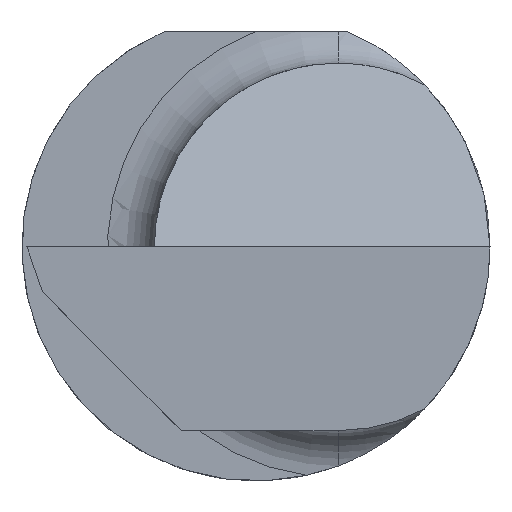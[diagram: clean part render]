
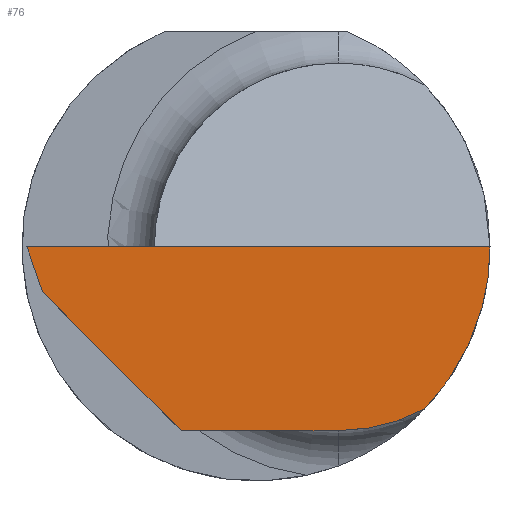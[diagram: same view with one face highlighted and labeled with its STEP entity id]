
A CAD part, left-side view. The second image highlights one B-rep face of the part: STEP entity #76.
In plain terms, the highlighted planar face has unit normal (-1, -0.017, -0.026).
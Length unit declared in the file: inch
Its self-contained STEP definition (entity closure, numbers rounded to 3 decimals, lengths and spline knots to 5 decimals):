
#34 = ORIENTED_EDGE ( 'NONE', *, *, #294, .T. ) ;
#47 = ORIENTED_EDGE ( 'NONE', *, *, #555, .T. ) ;
#50 = DIRECTION ( 'NONE',  ( -0.017, 1., 0. ) ) ;
#76 = ADVANCED_FACE ( 'NONE', ( #332 ), #577, .F. ) ;
#82 = EDGE_CURVE ( 'NONE', #613, #436, #433, .T. ) ;
#89 = CARTESIAN_POINT ( 'NONE',  ( -2.49991, 0.12116, -0.00288 ) ) ;
#122 = CARTESIAN_POINT ( 'NONE',  ( -2.49569, -0.12485, 0. ) ) ;
#125 = ORIENTED_EDGE ( 'NONE', *, *, #676, .F. ) ;
#139 = VERTEX_POINT ( 'NONE', #122 ) ;
#155 = CARTESIAN_POINT ( 'NONE',  ( -2.49426, -0.11269, -0.06285 ) ) ;
#178 = EDGE_CURVE ( 'NONE', #139, #596, #251, .T. ) ;
#191 = DIRECTION ( 'NONE',  ( -0.026, 0., 1. ) ) ;
#205 = CARTESIAN_POINT ( 'NONE',  ( -2.5, 0.12215, 0. ) ) ;
#214 = CARTESIAN_POINT ( 'NONE',  ( -2.49403, -0.09015, -0.08637 ) ) ;
#239 = VECTOR ( 'NONE', #191, 39.37008 ) ;
#251 = LINE ( 'NONE', #543, #563 ) ;
#266 = LINE ( 'NONE', #616, #239 ) ;
#273 = CARTESIAN_POINT ( 'NONE',  ( -2.49454, -0.04385, -0.098 ) ) ;
#274 = CARTESIAN_POINT ( 'NONE',  ( -2.49408, -0.07584, -0.09404 ) ) ;
#279 = EDGE_CURVE ( 'NONE', #417, #623, #735, .T. ) ;
#294 = EDGE_CURVE ( 'NONE', #436, #139, #266, .T. ) ;
#317 = DIRECTION ( 'NONE',  ( 0.017, -1., 0. ) ) ;
#321 = AXIS2_PLACEMENT_3D ( 'NONE', #535, #708, #573 ) ;
#324 = CARTESIAN_POINT ( 'NONE',  ( -2.49665, 0.07741, -0.098 ) ) ;
#332 = FACE_OUTER_BOUND ( 'NONE', #599, .T. ) ;
#368 = VERTEX_POINT ( 'NONE', #571 ) ;
#371 = ORIENTED_EDGE ( 'NONE', *, *, #398, .T. ) ;
#379 =( BOUNDED_CURVE ( )  B_SPLINE_CURVE ( 3, ( #447, #274, #553, #611 ),
 .UNSPECIFIED., .F., .F. ) 
 B_SPLINE_CURVE_WITH_KNOTS ( ( 4, 4 ),
 ( 0.09562, 0.58772 ),
 .UNSPECIFIED. ) 
 CURVE ( )  GEOMETRIC_REPRESENTATION_ITEM ( )  RATIONAL_B_SPLINE_CURVE ( ( 1., 0.98, 0.98, 1. ) ) 
 REPRESENTATION_ITEM ( '' )  );
#398 = EDGE_CURVE ( 'NONE', #596, #368, #626, .T. ) ;
#402 = VECTOR ( 'NONE', #534, 39.37008 ) ;
#403 = CARTESIAN_POINT ( 'NONE',  ( -2.49484, -0.12484, -0.03263 ) ) ;
#417 = VERTEX_POINT ( 'NONE', #690 ) ;
#433 =( BOUNDED_CURVE ( )  B_SPLINE_CURVE ( 3, ( #214, #155, #403, #636 ),
 .UNSPECIFIED., .F., .F. ) 
 B_SPLINE_CURVE_WITH_KNOTS ( ( 4, 4 ),
 ( 0.21909, 0.98262 ),
 .UNSPECIFIED. ) 
 CURVE ( )  GEOMETRIC_REPRESENTATION_ITEM ( )  RATIONAL_B_SPLINE_CURVE ( ( 1., 0.952, 0.952, 1. ) ) 
 REPRESENTATION_ITEM ( '' )  );
#436 = VERTEX_POINT ( 'NONE', #641 ) ;
#447 = CARTESIAN_POINT ( 'NONE',  ( -2.49403, -0.09015, -0.08637 ) ) ;
#469 = VECTOR ( 'NONE', #317, 39.37008 ) ;
#534 = DIRECTION ( 'NONE',  ( 0.03, -0.325, -0.945 ) ) ;
#535 = CARTESIAN_POINT ( 'NONE',  ( -2.49738, 0.1222, -0.09997 ) ) ;
#543 = CARTESIAN_POINT ( 'NONE',  ( -2.49438, -0.1999, 0. ) ) ;
#553 = CARTESIAN_POINT ( 'NONE',  ( -2.49425, -0.06009, -0.098 ) ) ;
#555 = EDGE_CURVE ( 'NONE', #368, #417, #576, .T. ) ;
#563 = VECTOR ( 'NONE', #50, 39.37008 ) ;
#571 = CARTESIAN_POINT ( 'NONE',  ( -2.49923, 0.11389, -0.024 ) ) ;
#573 = DIRECTION ( 'NONE',  ( -0.026, 0., 1. ) ) ;
#576 = LINE ( 'NONE', #691, #715 ) ;
#577 = PLANE ( 'NONE',  #321 ) ;
#582 = CARTESIAN_POINT ( 'NONE',  ( -2.49403, -0.09015, -0.08637 ) ) ;
#596 = VERTEX_POINT ( 'NONE', #205 ) ;
#599 = EDGE_LOOP ( 'NONE', ( #125, #653, #34, #781, #371, #47, #706 ) ) ;
#611 = CARTESIAN_POINT ( 'NONE',  ( -2.49454, -0.04385, -0.098 ) ) ;
#613 = VERTEX_POINT ( 'NONE', #582 ) ;
#616 = CARTESIAN_POINT ( 'NONE',  ( -2.49307, -0.1248, -0.09997 ) ) ;
#623 = VERTEX_POINT ( 'NONE', #273 ) ;
#626 = LINE ( 'NONE', #89, #402 ) ;
#636 = CARTESIAN_POINT ( 'NONE',  ( -2.49569, -0.12485, -0.00006 ) ) ;
#641 = CARTESIAN_POINT ( 'NONE',  ( -2.49569, -0.12485, -0.00006 ) ) ;
#642 = DIRECTION ( 'NONE',  ( 0.031, -0.707, -0.707 ) ) ;
#653 = ORIENTED_EDGE ( 'NONE', *, *, #82, .T. ) ;
#676 = EDGE_CURVE ( 'NONE', #613, #623, #379, .T. ) ;
#690 = CARTESIAN_POINT ( 'NONE',  ( -2.496, 0.03989, -0.098 ) ) ;
#691 = CARTESIAN_POINT ( 'NONE',  ( -2.49913, 0.11172, -0.02616 ) ) ;
#706 = ORIENTED_EDGE ( 'NONE', *, *, #279, .T. ) ;
#708 = DIRECTION ( 'NONE',  ( 1., 0.017, 0.026 ) ) ;
#715 = VECTOR ( 'NONE', #642, 39.37008 ) ;
#735 = LINE ( 'NONE', #324, #469 ) ;
#781 = ORIENTED_EDGE ( 'NONE', *, *, #178, .T. ) ;
